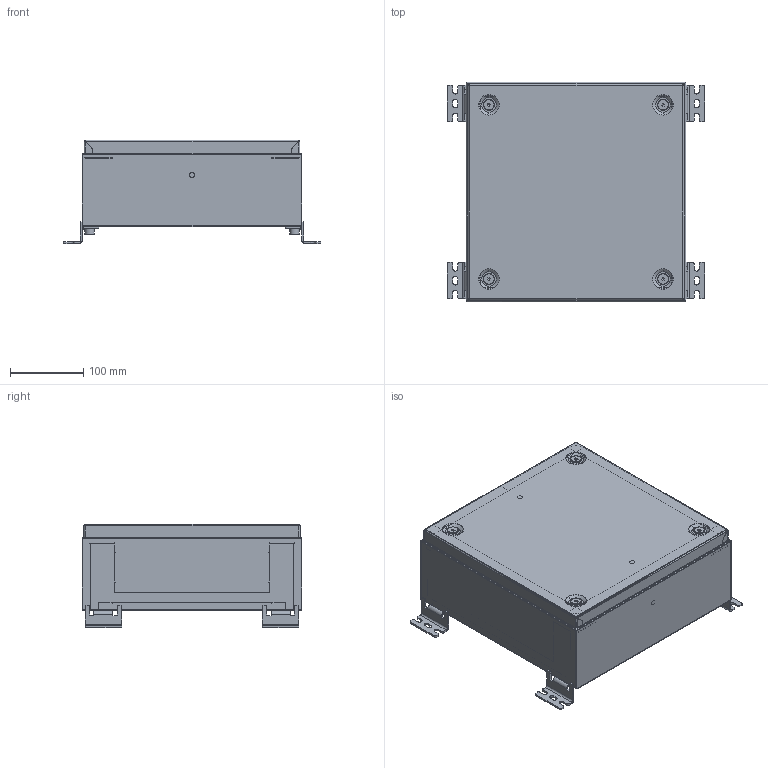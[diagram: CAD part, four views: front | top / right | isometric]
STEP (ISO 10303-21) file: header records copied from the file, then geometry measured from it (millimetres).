
FILE_DESCRIPTION (( 'STEP AP214' ), '1' );
FILE_NAME ('ÊÒ.313.312 Êëåììíàÿ êîðîáêà W300H300D120.STEP', '2024-04-24T04:02:13', ( '' ), ( '' ), 'SwSTEP 2.0', 'SolidWorks 2021', '' );
FILE_SCHEMA (( 'AUTOMOTIVE_DESIGN' ));
Length unit declared in the file: millimetre
Products named in the file (15): ÊÒ.313.312 ÑÁ Êàðêàñ øêàôà; ÊÒ.313.312.20.00 ÑÁ Êðûøêà Ïåðåäíÿÿ; Ãàñêåòèíã W300H300; ÊÒ.313.312.10.03 Ðàìà ìîíòàæíîé ïàíåëè; Âèíò Ì6õ25 ìåáåëüíûé; 妈眚 DIN 912-󋔊0-Zn; Çàêëåïêà ðåçüáîâàÿ Ì8 øåñòèãðàííàÿ ñ óìåíüøåííûì áîðòîì; ÊÒ.313.312 Êëåììíàÿ êîðîáêà W300H300D120; 471.100 Íàñòåííîå êðåïëåíèå; 室.313.312.10.02 署赅 蚜 W300D120.SLDPRT; Çàêëåïêà ðåçüáîâàÿ Ì6 øåñòèãðàííàÿ ñ óìåíüøåííûì áîðòîì; ÊÒ.313.312.10.01 Êîðïóñ øêàôà W300H300D120; 室.313.312.10.02 署赅 W300D120; Øïèëüêà ïðèâàðíàÿ Ì6õ16; ÊÒ.313.312.20.01 Êðûøêà äâåðíàÿ W300H300
Assembly tree (33 placements, depth 4):
  ÊÒ.313.312 Êëåììíàÿ êîðîáêà W300H300D120
    ÊÒ.313.312 ÑÁ Êàðêàñ øêàôà
      ÊÒ.313.312.10.01 Êîðïóñ øêàôà W300H300D120
      ÊÒ.313.312.10.03 Ðàìà ìîíòàæíîé ïàíåëè  x2
      室.313.312.10.02 署赅 蚜 W300D120.SLDPRT  x2
        室.313.312.10.02 署赅 W300D120
        Øïèëüêà ïðèâàðíàÿ Ì6õ16
    ÊÒ.313.312.20.00 ÑÁ Êðûøêà Ïåðåäíÿÿ
      ÊÒ.313.312.20.01 Êðûøêà äâåðíàÿ W300H300
      Ãàñêåòèíã W300H300
      Øïèëüêà ïðèâàðíàÿ Ì6õ16  x2
    Çàêëåïêà ðåçüáîâàÿ Ì6 øåñòèãðàííàÿ ñ óìåíüøåííûì áîðòîì  x4
    Çàêëåïêà ðåçüáîâàÿ Ì8 øåñòèãðàííàÿ ñ óìåíüøåííûì áîðòîì  x4
    471.100 Íàñòåííîå êðåïëåíèå  x4
    妈眚 DIN 912-󋔊0-Zn  x4
    Âèíò Ì6õ25 ìåáåëüíûé  x4
Bounding box: 352 x 300 x 141.6 mm (x, y, z)
Volume: 538925.2 mm3; surface area: 855353.3 mm2
Topology: 31 solids, 31 shells, 1626 faces, 4112 edges, 2566 vertices
Faces by surface type: cylinder 725, plane 717, cone 128, bspline 28, torus 28
Entity records: 26583 total; most frequent: CARTESIAN_POINT 10820, ORIENTED_EDGE 3194, DIRECTION 3104, EDGE_CURVE 1597, AXIS2_PLACEMENT_3D 1065, VERTEX_POINT 992, VECTOR 974, LINE 974
